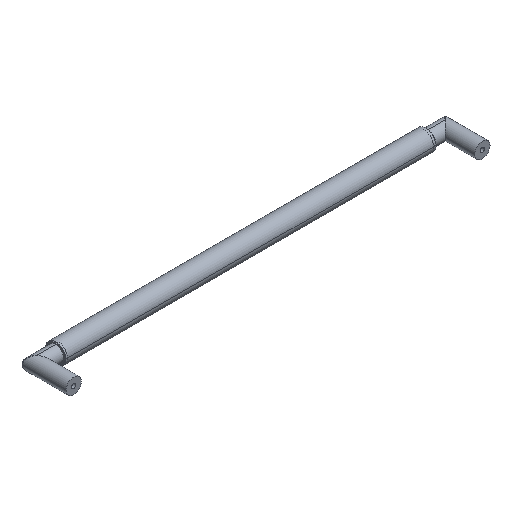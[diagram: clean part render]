
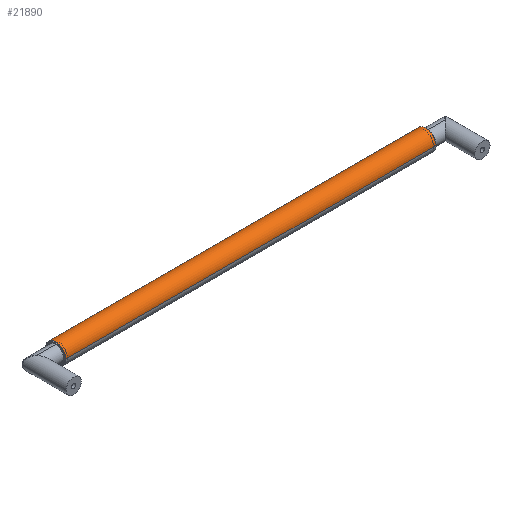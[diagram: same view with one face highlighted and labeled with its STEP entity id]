
A CAD part, isometric view. The second image highlights one B-rep face of the part: STEP entity #21890.
In plain terms, the highlighted cylindrical face has radius 7.9 mm (diameter 15.8 mm), a partial arc.
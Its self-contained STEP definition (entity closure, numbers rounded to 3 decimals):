
#210=CARTESIAN_POINT('',(-65.,0.,0.));
#220=DIRECTION('',(1.,0.,0.));
#230=DIRECTION('',(0.,1.,0.));
#240=AXIS2_PLACEMENT_3D('',#210,#220,#230);
#250=CIRCLE('',#240,7.9);
#260=CARTESIAN_POINT('',(-65.,7.9,0.));
#270=VERTEX_POINT('',#260);
#280=CARTESIAN_POINT('',(-65.,-7.9,0.));
#290=VERTEX_POINT('',#280);
#300=EDGE_CURVE('',#270,#290,#250,.T.);
#890=CARTESIAN_POINT('',(225.,0.,0.));
#900=DIRECTION('',(1.,0.,0.));
#910=DIRECTION('',(0.,1.,0.));
#920=AXIS2_PLACEMENT_3D('',#890,#900,#910);
#930=CIRCLE('',#920,7.9);
#940=CARTESIAN_POINT('',(225.,7.9,0.));
#950=VERTEX_POINT('',#940);
#960=CARTESIAN_POINT('',(225.,-7.9,0.));
#970=VERTEX_POINT('',#960);
#980=EDGE_CURVE('',#950,#970,#930,.T.);
#1100=CARTESIAN_POINT('',(0.,-7.9,0.));
#1110=DIRECTION('',(-1.,0.,0.));
#1120=VECTOR('',#1110,1.);
#1130=LINE('',#1100,#1120);
#1140=EDGE_CURVE('',#970,#290,#1130,.T.);
#1170=CARTESIAN_POINT('',(0.,7.9,0.));
#1180=DIRECTION('',(-1.,0.,0.));
#1190=VECTOR('',#1180,1.);
#1200=LINE('',#1170,#1190);
#1210=EDGE_CURVE('',#950,#270,#1200,.T.);
#21780=CARTESIAN_POINT('',(0.,0.,0.));
#21790=DIRECTION('',(-1.,0.,0.));
#21800=DIRECTION('',(0.,1.,0.));
#21810=AXIS2_PLACEMENT_3D('',#21780,#21790,#21800);
#21820=CYLINDRICAL_SURFACE('',#21810,7.9);
#21830=ORIENTED_EDGE('',*,*,#980,.F.);
#21840=ORIENTED_EDGE('',*,*,#1140,.F.);
#21850=ORIENTED_EDGE('',*,*,#300,.T.);
#21860=ORIENTED_EDGE('',*,*,#1210,.T.);
#21870=EDGE_LOOP('',(#21860,#21850,#21840,#21830));
#21880=FACE_OUTER_BOUND('',#21870,.T.);
#21890=ADVANCED_FACE('',(#21880),#21820,.T.);
